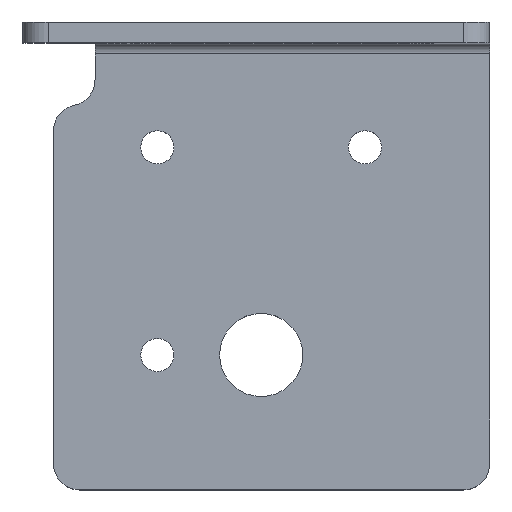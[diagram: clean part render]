
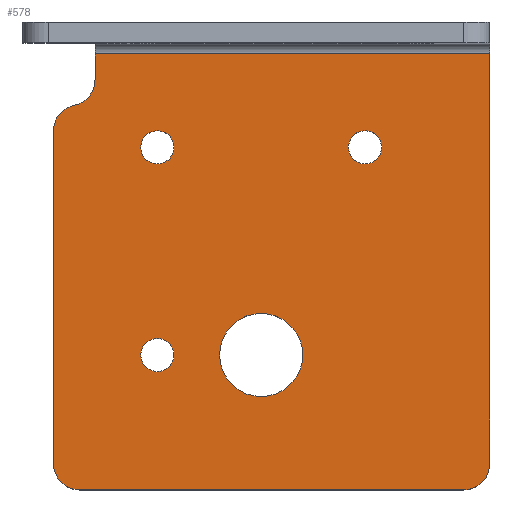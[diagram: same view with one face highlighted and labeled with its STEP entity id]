
A CAD part, top view. The second image highlights one B-rep face of the part: STEP entity #578.
In plain terms, the highlighted planar face has unit normal (0, 0, 1).
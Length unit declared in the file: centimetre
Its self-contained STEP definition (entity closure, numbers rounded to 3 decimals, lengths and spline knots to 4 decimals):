
#22=FACE_BOUND('',#99,.T.);
#23=FACE_BOUND('',#100,.T.);
#24=FACE_BOUND('',#101,.T.);
#25=FACE_BOUND('',#102,.T.);
#50=PLANE('',#623);
#63=FACE_OUTER_BOUND('',#98,.T.);
#98=EDGE_LOOP('',(#429,#430,#431,#432,#433,#434,#435,#436,#437));
#99=EDGE_LOOP('',(#438));
#100=EDGE_LOOP('',(#439));
#101=EDGE_LOOP('',(#440));
#102=EDGE_LOOP('',(#441));
#155=LINE('',#875,#192);
#162=LINE('',#907,#199);
#164=LINE('',#917,#201);
#165=LINE('',#921,#202);
#166=LINE('',#924,#203);
#192=VECTOR('',#692,0.25);
#199=VECTOR('',#721,3.8);
#201=VECTOR('',#731,3.2101);
#202=VECTOR('',#734,3.7);
#203=VECTOR('',#737,3.95);
#237=CIRCLE('',#624,0.25);
#238=CIRCLE('',#625,0.25);
#239=CIRCLE('',#626,0.25);
#240=CIRCLE('',#627,0.25);
#241=CIRCLE('',#628,0.16);
#242=CIRCLE('',#629,0.16);
#243=CIRCLE('',#630,0.16);
#244=CIRCLE('',#631,0.4);
#270=VERTEX_POINT('',#872);
#271=VERTEX_POINT('',#874);
#285=VERTEX_POINT('',#906);
#287=VERTEX_POINT('',#912);
#288=VERTEX_POINT('',#914);
#289=VERTEX_POINT('',#916);
#290=VERTEX_POINT('',#918);
#291=VERTEX_POINT('',#920);
#292=VERTEX_POINT('',#922);
#293=VERTEX_POINT('',#925);
#294=VERTEX_POINT('',#927);
#295=VERTEX_POINT('',#929);
#296=VERTEX_POINT('',#931);
#329=EDGE_CURVE('',#271,#270,#155,.T.);
#345=EDGE_CURVE('',#271,#285,#162,.T.);
#348=EDGE_CURVE('',#287,#270,#237,.T.);
#349=EDGE_CURVE('',#288,#287,#238,.T.);
#350=EDGE_CURVE('',#288,#289,#164,.T.);
#351=EDGE_CURVE('',#290,#289,#239,.T.);
#352=EDGE_CURVE('',#290,#291,#165,.T.);
#353=EDGE_CURVE('',#292,#291,#240,.T.);
#354=EDGE_CURVE('',#292,#285,#166,.T.);
#355=EDGE_CURVE('',#293,#293,#241,.T.);
#356=EDGE_CURVE('',#294,#294,#242,.T.);
#357=EDGE_CURVE('',#295,#295,#243,.T.);
#358=EDGE_CURVE('',#296,#296,#244,.T.);
#429=ORIENTED_EDGE('',*,*,#345,.F.);
#430=ORIENTED_EDGE('',*,*,#329,.T.);
#431=ORIENTED_EDGE('',*,*,#348,.F.);
#432=ORIENTED_EDGE('',*,*,#349,.F.);
#433=ORIENTED_EDGE('',*,*,#350,.T.);
#434=ORIENTED_EDGE('',*,*,#351,.F.);
#435=ORIENTED_EDGE('',*,*,#352,.T.);
#436=ORIENTED_EDGE('',*,*,#353,.F.);
#437=ORIENTED_EDGE('',*,*,#354,.T.);
#438=ORIENTED_EDGE('',*,*,#355,.T.);
#439=ORIENTED_EDGE('',*,*,#356,.T.);
#440=ORIENTED_EDGE('',*,*,#357,.T.);
#441=ORIENTED_EDGE('',*,*,#358,.T.);
#578=ADVANCED_FACE('',(#63,#22,#23,#24,#25),#50,.F.);
#623=AXIS2_PLACEMENT_3D('',#911,#725,#726);
#624=AXIS2_PLACEMENT_3D('',#913,#727,#728);
#625=AXIS2_PLACEMENT_3D('',#915,#729,#730);
#626=AXIS2_PLACEMENT_3D('',#919,#732,#733);
#627=AXIS2_PLACEMENT_3D('',#923,#735,#736);
#628=AXIS2_PLACEMENT_3D('',#926,#738,#739);
#629=AXIS2_PLACEMENT_3D('',#928,#740,#741);
#630=AXIS2_PLACEMENT_3D('',#930,#742,#743);
#631=AXIS2_PLACEMENT_3D('',#932,#744,#745);
#692=DIRECTION('',(0.,-1.,0.));
#721=DIRECTION('',(1.,0.,0.));
#725=DIRECTION('center_axis',(0.,0.,-1.));
#726=DIRECTION('ref_axis',(1.,0.,0.));
#727=DIRECTION('center_axis',(0.,0.,1.));
#728=DIRECTION('ref_axis',(0.707,-0.707,0.));
#729=DIRECTION('center_axis',(0.,0.,-1.));
#730=DIRECTION('ref_axis',(1.,0.,0.));
#731=DIRECTION('',(0.,-1.,0.));
#732=DIRECTION('center_axis',(0.,0.,-1.));
#733=DIRECTION('ref_axis',(-0.707,-0.707,0.));
#734=DIRECTION('',(1.,0.,0.));
#735=DIRECTION('center_axis',(0.,0.,-1.));
#736=DIRECTION('ref_axis',(0.707,-0.707,0.));
#737=DIRECTION('',(0.,1.,0.));
#738=DIRECTION('center_axis',(0.,0.,-1.));
#739=DIRECTION('ref_axis',(1.,0.,0.));
#740=DIRECTION('center_axis',(0.,0.,-1.));
#741=DIRECTION('ref_axis',(1.,0.,0.));
#742=DIRECTION('center_axis',(0.,0.,-1.));
#743=DIRECTION('ref_axis',(1.,0.,0.));
#744=DIRECTION('center_axis',(0.,0.,-1.));
#745=DIRECTION('ref_axis',(-1.,0.,0.));
#872=CARTESIAN_POINT('',(-0.5457,0.3288,-2.7042));
#874=CARTESIAN_POINT('',(-0.5457,0.5788,-2.7042));
#875=CARTESIAN_POINT('',(-0.5457,-0.2462,-2.7042));
#906=CARTESIAN_POINT('',(3.2543,0.5788,-2.7042));
#907=CARTESIAN_POINT('',(1.0293,0.5788,-2.7042));
#911=CARTESIAN_POINT('Origin',(1.0543,-1.3712,-2.7042));
#912=CARTESIAN_POINT('',(-0.7457,0.0839,-2.7042));
#913=CARTESIAN_POINT('Origin',(-0.7957,0.3288,-2.7042));
#914=CARTESIAN_POINT('',(-0.9457,-0.1611,-2.7042));
#915=CARTESIAN_POINT('Origin',(-0.6957,-0.1611,-2.7042));
#916=CARTESIAN_POINT('',(-0.9457,-3.3712,-2.7042));
#917=CARTESIAN_POINT('',(-0.9457,-3.6212,-2.7042));
#918=CARTESIAN_POINT('',(-0.6957,-3.6212,-2.7042));
#919=CARTESIAN_POINT('Origin',(-0.6957,-3.3712,-2.7042));
#920=CARTESIAN_POINT('',(3.0043,-3.6212,-2.7042));
#921=CARTESIAN_POINT('',(-0.9457,-3.6212,-2.7042));
#922=CARTESIAN_POINT('',(3.2543,-3.3712,-2.7042));
#923=CARTESIAN_POINT('Origin',(3.0043,-3.3712,-2.7042));
#924=CARTESIAN_POINT('',(3.2543,0.8788,-2.7042));
#925=CARTESIAN_POINT('',(1.8943,-0.3212,-2.7042));
#926=CARTESIAN_POINT('Origin',(2.0543,-0.3212,-2.7042));
#927=CARTESIAN_POINT('',(-0.1057,-0.3212,-2.7042));
#928=CARTESIAN_POINT('Origin',(0.0543,-0.3212,-2.7042));
#929=CARTESIAN_POINT('',(-0.1057,-2.3212,-2.7042));
#930=CARTESIAN_POINT('Origin',(0.0543,-2.3212,-2.7042));
#931=CARTESIAN_POINT('',(1.4543,-2.3212,-2.7042));
#932=CARTESIAN_POINT('Origin',(1.0543,-2.3212,-2.7042));
